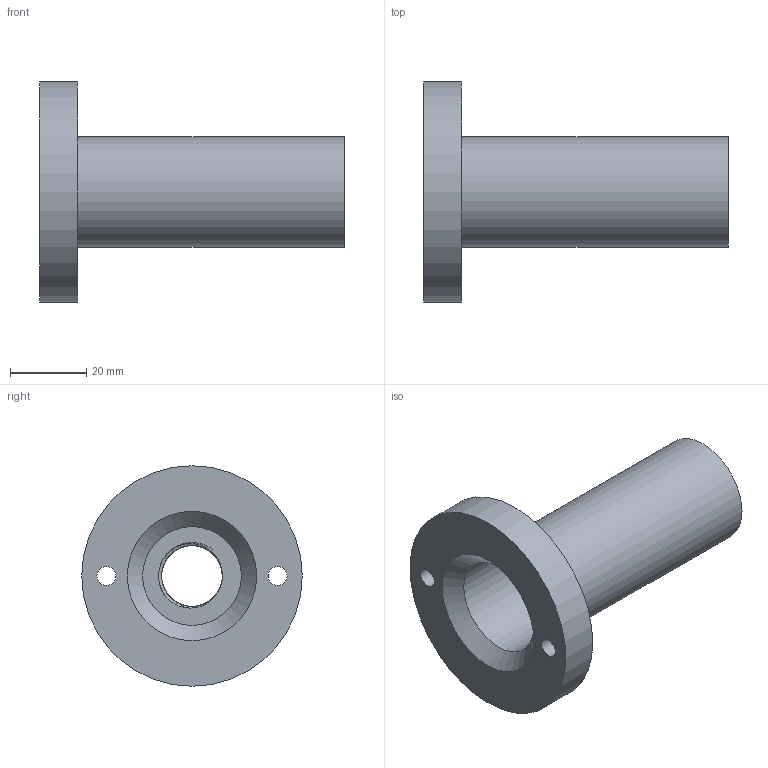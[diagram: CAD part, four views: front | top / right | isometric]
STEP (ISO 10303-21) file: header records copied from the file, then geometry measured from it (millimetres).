
FILE_DESCRIPTION (( 'STEP AP214' ), '1' );
FILE_NAME ('Part9. Vice Nut.jpg.STEP', '2025-04-02T16:42:54', ( '' ), ( '' ), 'SwSTEP 2.0', 'SolidWorks 2025', '' );
FILE_SCHEMA (( 'AUTOMOTIVE_DESIGN' ));
Length unit declared in the file: millimetre
Products named in the file (1): Part9. Vice Nut.jpg
Bounding box: 80 x 58 x 58 mm (x, y, z)
Volume: 39034.7 mm3; surface area: 19707.6 mm2
Topology: 1 solids, 1 shells, 14 faces, 31 edges, 21 vertices
Faces by surface type: cylinder 6, plane 4, bspline 3, cone 1
Full cylindrical faces by diameter (mm): 5 x2, 26 x1, 29 x1, 58 x1
Entity records: 8964 total; most frequent: CARTESIAN_POINT 8674, DIRECTION 50, ORIENTED_EDGE 46, EDGE_LOOP 28, AXIS2_PLACEMENT_3D 25, EDGE_CURVE 23, FACE_OUTER_BOUND 19, VERTEX_POINT 19
